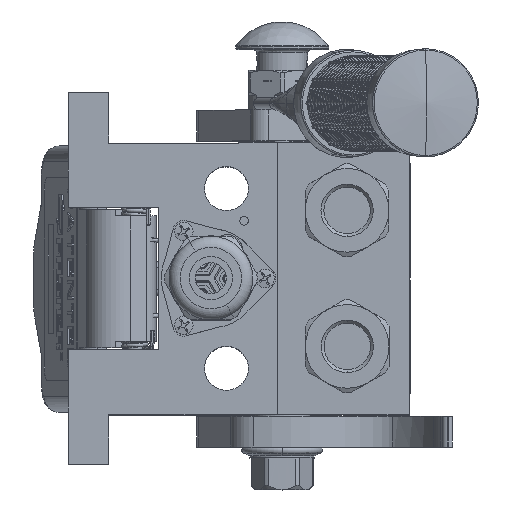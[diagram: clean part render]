
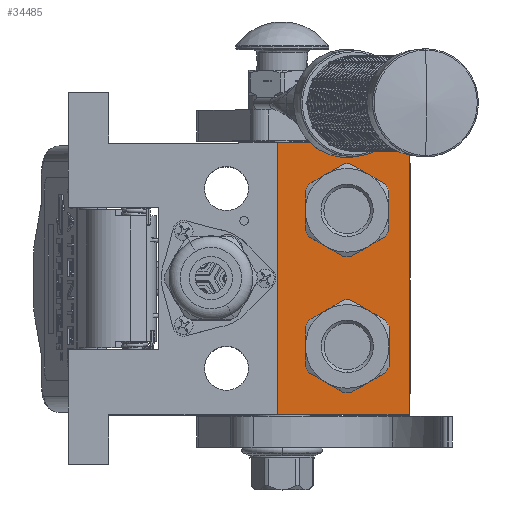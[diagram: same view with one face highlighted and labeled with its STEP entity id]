
A CAD part, top view. The second image highlights one B-rep face of the part: STEP entity #34485.
In plain terms, the highlighted face is planar.
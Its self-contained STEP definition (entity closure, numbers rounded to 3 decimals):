
#1341 = CARTESIAN_POINT ( 'NONE',  ( -44., 8.9, 0. ) ) ;
#1657 = CARTESIAN_POINT ( 'NONE',  ( -44., 8.9, -42.5 ) ) ;
#4293 = VERTEX_POINT ( 'NONE', #166139 ) ;
#5003 = CARTESIAN_POINT ( 'NONE',  ( 22., 8.9, -32.15 ) ) ;
#7385 = CARTESIAN_POINT ( 'NONE',  ( 44., 8.9, 0. ) ) ;
#9281 = EDGE_CURVE ( 'NONE', #60255, #158256, #158445, .T. ) ;
#11702 = CARTESIAN_POINT ( 'NONE',  ( -22., 8.9, -20. ) ) ;
#14852 = CIRCLE ( 'NONE', #47404, 12.15 ) ;
#15119 = VECTOR ( 'NONE', #122604, 1000. ) ;
#15562 = ORIENTED_EDGE ( 'NONE', *, *, #141663, .T. ) ;
#16766 = ORIENTED_EDGE ( 'NONE', *, *, #9281, .F. ) ;
#21136 = EDGE_LOOP ( 'NONE', ( #189876, #48672 ) ) ;
#23635 = LINE ( 'NONE', #150160, #151550 ) ;
#27233 = DIRECTION ( 'NONE',  ( 0., 0., -1. ) ) ;
#27574 = VECTOR ( 'NONE', #27233, 1000. ) ;
#34485 = ADVANCED_FACE ( 'NONE', ( #208112, #61882, #51489 ), #157581, .T. ) ;
#37625 = CARTESIAN_POINT ( 'NONE',  ( -22., 8.9, -7.85 ) ) ;
#41584 = CARTESIAN_POINT ( 'NONE',  ( 0., 8.9, 0. ) ) ;
#45194 = DIRECTION ( 'NONE',  ( 0., -1., 0. ) ) ;
#47404 = AXIS2_PLACEMENT_3D ( 'NONE', #85696, #168308, #84973 ) ;
#48672 = ORIENTED_EDGE ( 'NONE', *, *, #204797, .F. ) ;
#51489 = FACE_OUTER_BOUND ( 'NONE', #177927, .T. ) ;
#55052 = VERTEX_POINT ( 'NONE', #37625 ) ;
#55459 = ORIENTED_EDGE ( 'NONE', *, *, #216299, .F. ) ;
#58385 = DIRECTION ( 'NONE',  ( 0., 0., 1. ) ) ;
#60255 = VERTEX_POINT ( 'NONE', #201425 ) ;
#60417 = DIRECTION ( 'NONE',  ( 1., 0., 0. ) ) ;
#61882 = FACE_BOUND ( 'NONE', #82578, .T. ) ;
#64661 = LINE ( 'NONE', #1657, #15119 ) ;
#65442 = DIRECTION ( 'NONE',  ( 1., 0., 0. ) ) ;
#71825 = LINE ( 'NONE', #195701, #27574 ) ;
#73349 = VERTEX_POINT ( 'NONE', #136890 ) ;
#77241 = CARTESIAN_POINT ( 'NONE',  ( 22., 8.9, -20. ) ) ;
#81066 = EDGE_CURVE ( 'NONE', #171268, #4293, #178269, .T. ) ;
#82578 = EDGE_LOOP ( 'NONE', ( #145357, #55459 ) ) ;
#84973 = DIRECTION ( 'NONE',  ( 0., 0., -1. ) ) ;
#85696 = CARTESIAN_POINT ( 'NONE',  ( -22., 8.9, -20. ) ) ;
#87734 = CIRCLE ( 'NONE', #123380, 12.15 ) ;
#91030 = DIRECTION ( 'NONE',  ( 0., -1., 0. ) ) ;
#96802 = AXIS2_PLACEMENT_3D ( 'NONE', #77241, #124097, #58385 ) ;
#105992 = CARTESIAN_POINT ( 'NONE',  ( -22., 8.9, -32.15 ) ) ;
#106043 = CARTESIAN_POINT ( 'NONE',  ( 22., 8.9, -20. ) ) ;
#110854 = EDGE_CURVE ( 'NONE', #158256, #173798, #71825, .T. ) ;
#122604 = DIRECTION ( 'NONE',  ( 1., 0., 0. ) ) ;
#123380 = AXIS2_PLACEMENT_3D ( 'NONE', #11702, #45194, #178665 ) ;
#123640 = EDGE_CURVE ( 'NONE', #200098, #55052, #14852, .T. ) ;
#124097 = DIRECTION ( 'NONE',  ( 0., -1., 0. ) ) ;
#125817 = CIRCLE ( 'NONE', #96802, 12.15 ) ;
#136890 = CARTESIAN_POINT ( 'NONE',  ( -44., 8.9, -42.5 ) ) ;
#141663 = EDGE_CURVE ( 'NONE', #73349, #173798, #64661, .T. ) ;
#145357 = ORIENTED_EDGE ( 'NONE', *, *, #123640, .F. ) ;
#150160 = CARTESIAN_POINT ( 'NONE',  ( -44., 8.9, 0. ) ) ;
#151550 = VECTOR ( 'NONE', #151594, 1000. ) ;
#151594 = DIRECTION ( 'NONE',  ( 0., 0., -1. ) ) ;
#155172 = CARTESIAN_POINT ( 'NONE',  ( 44., 8.9, -42.5 ) ) ;
#157581 = PLANE ( 'NONE',  #178425 ) ;
#157646 = ORIENTED_EDGE ( 'NONE', *, *, #173621, .T. ) ;
#158256 = VERTEX_POINT ( 'NONE', #7385 ) ;
#158445 = LINE ( 'NONE', #1341, #213261 ) ;
#166139 = CARTESIAN_POINT ( 'NONE',  ( 22., 8.9, -7.85 ) ) ;
#168308 = DIRECTION ( 'NONE',  ( 0., -1., 0. ) ) ;
#171268 = VERTEX_POINT ( 'NONE', #5003 ) ;
#173621 = EDGE_CURVE ( 'NONE', #60255, #73349, #23635, .T. ) ;
#173798 = VERTEX_POINT ( 'NONE', #155172 ) ;
#175364 = DIRECTION ( 'NONE',  ( 0., 0., -1. ) ) ;
#177927 = EDGE_LOOP ( 'NONE', ( #157646, #15562, #206615, #16766 ) ) ;
#178269 = CIRCLE ( 'NONE', #208220, 12.15 ) ;
#178425 = AXIS2_PLACEMENT_3D ( 'NONE', #41584, #91030, #60417 ) ;
#178665 = DIRECTION ( 'NONE',  ( 0., 0., 1. ) ) ;
#189876 = ORIENTED_EDGE ( 'NONE', *, *, #81066, .F. ) ;
#195701 = CARTESIAN_POINT ( 'NONE',  ( 44., 8.9, 0. ) ) ;
#200098 = VERTEX_POINT ( 'NONE', #105992 ) ;
#201425 = CARTESIAN_POINT ( 'NONE',  ( -44., 8.9, 0. ) ) ;
#204797 = EDGE_CURVE ( 'NONE', #4293, #171268, #125817, .T. ) ;
#206615 = ORIENTED_EDGE ( 'NONE', *, *, #110854, .F. ) ;
#208112 = FACE_BOUND ( 'NONE', #21136, .T. ) ;
#208220 = AXIS2_PLACEMENT_3D ( 'NONE', #106043, #208965, #175364 ) ;
#208965 = DIRECTION ( 'NONE',  ( 0., -1., 0. ) ) ;
#213261 = VECTOR ( 'NONE', #65442, 1000. ) ;
#216299 = EDGE_CURVE ( 'NONE', #55052, #200098, #87734, .T. ) ;
